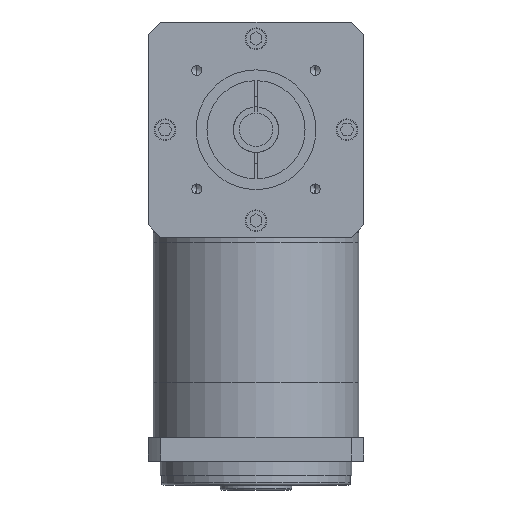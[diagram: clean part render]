
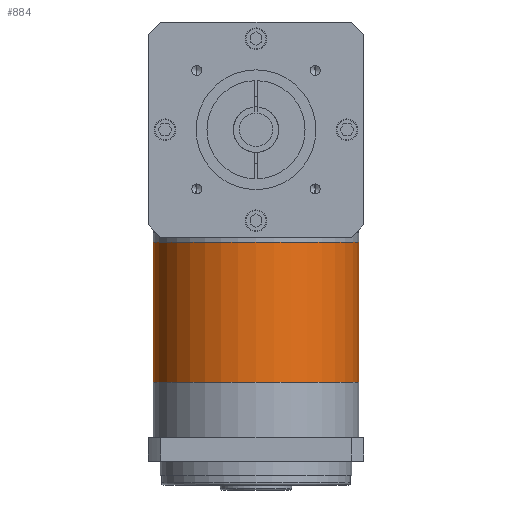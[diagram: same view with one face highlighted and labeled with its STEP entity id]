
A CAD part, front view. The second image highlights one B-rep face of the part: STEP entity #884.
In plain terms, the highlighted cylindrical face has radius 43 mm (diameter 86 mm), a partial arc.
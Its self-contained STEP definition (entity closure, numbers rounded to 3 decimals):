
#525 = DIRECTION ( 'NONE',  ( 0., 0., 1. ) ) ;
#612 = ORIENTED_EDGE ( 'NONE', *, *, #2432, .F. ) ;
#787 = AXIS2_PLACEMENT_3D ( 'NONE', #5433, #9300, #9397 ) ;
#884 = ADVANCED_FACE ( 'NONE', ( #7781 ), #4743, .T. ) ;
#904 = CARTESIAN_POINT ( 'NONE',  ( -43., 0., -62.5 ) ) ;
#1522 = VERTEX_POINT ( 'NONE', #904 ) ;
#2432 = EDGE_CURVE ( 'NONE', #1522, #5337, #3104, .T. ) ;
#3052 = ORIENTED_EDGE ( 'NONE', *, *, #6764, .T. ) ;
#3104 = LINE ( 'NONE', #5491, #6987 ) ;
#3220 = AXIS2_PLACEMENT_3D ( 'NONE', #8426, #8728, #8414 ) ;
#3658 = ORIENTED_EDGE ( 'NONE', *, *, #4696, .T. ) ;
#3786 = VERTEX_POINT ( 'NONE', #5474 ) ;
#3799 = LINE ( 'NONE', #9698, #7932 ) ;
#4129 = DIRECTION ( 'NONE',  ( -1., 0., 0. ) ) ;
#4153 = DIRECTION ( 'NONE',  ( 0., 0., 1. ) ) ;
#4233 = CARTESIAN_POINT ( 'NONE',  ( 0., 0., -62.5 ) ) ;
#4392 = VERTEX_POINT ( 'NONE', #7262 ) ;
#4696 = EDGE_CURVE ( 'NONE', #1522, #4392, #5900, .T. ) ;
#4743 = CYLINDRICAL_SURFACE ( 'NONE', #3220, 43. ) ;
#5195 = EDGE_CURVE ( 'NONE', #5337, #3786, #9509, .T. ) ;
#5337 = VERTEX_POINT ( 'NONE', #6897 ) ;
#5433 = CARTESIAN_POINT ( 'NONE',  ( 0., 0., -4. ) ) ;
#5474 = CARTESIAN_POINT ( 'NONE',  ( 43., 0., -4. ) ) ;
#5491 = CARTESIAN_POINT ( 'NONE',  ( -43., 0., -95.5 ) ) ;
#5548 = DIRECTION ( 'NONE',  ( 0., 0., 1. ) ) ;
#5900 = CIRCLE ( 'NONE', #9077, 43. ) ;
#6210 = ORIENTED_EDGE ( 'NONE', *, *, #5195, .F. ) ;
#6764 = EDGE_CURVE ( 'NONE', #4392, #3786, #3799, .T. ) ;
#6897 = CARTESIAN_POINT ( 'NONE',  ( -43., 0., -4. ) ) ;
#6987 = VECTOR ( 'NONE', #5548, 1000. ) ;
#7262 = CARTESIAN_POINT ( 'NONE',  ( 43., 0., -62.5 ) ) ;
#7781 = FACE_OUTER_BOUND ( 'NONE', #9843, .T. ) ;
#7932 = VECTOR ( 'NONE', #525, 1000. ) ;
#8414 = DIRECTION ( 'NONE',  ( 1., 0., 0. ) ) ;
#8426 = CARTESIAN_POINT ( 'NONE',  ( 0., 0., -95.5 ) ) ;
#8728 = DIRECTION ( 'NONE',  ( 0., 0., 1. ) ) ;
#9077 = AXIS2_PLACEMENT_3D ( 'NONE', #4233, #4153, #4129 ) ;
#9300 = DIRECTION ( 'NONE',  ( 0., 0., 1. ) ) ;
#9397 = DIRECTION ( 'NONE',  ( -1., 0., 0. ) ) ;
#9509 = CIRCLE ( 'NONE', #787, 43. ) ;
#9698 = CARTESIAN_POINT ( 'NONE',  ( 43., 0., -95.5 ) ) ;
#9843 = EDGE_LOOP ( 'NONE', ( #612, #3658, #3052, #6210 ) ) ;
